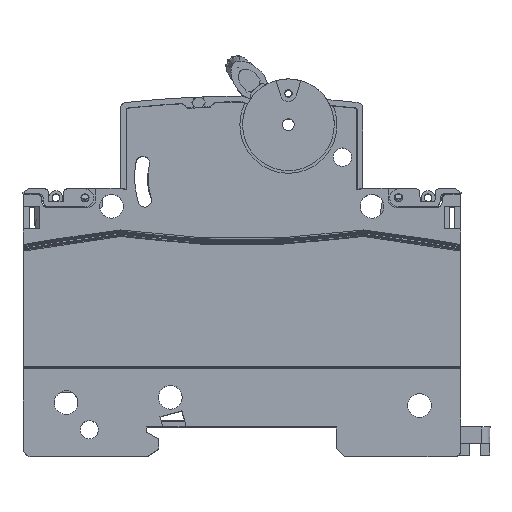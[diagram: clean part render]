
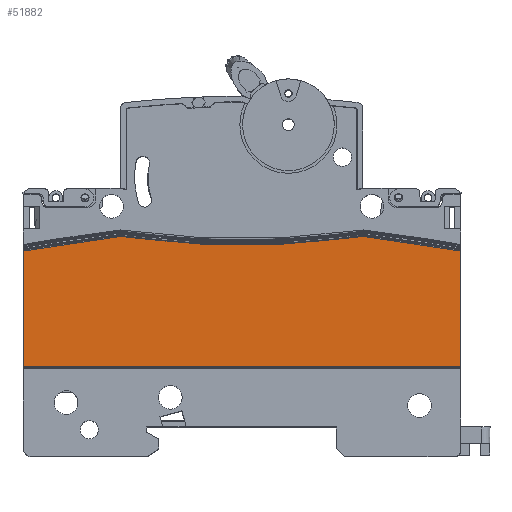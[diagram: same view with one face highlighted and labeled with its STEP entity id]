
A CAD part, top view. The second image highlights one B-rep face of the part: STEP entity #51882.
In plain terms, the highlighted planar face has unit normal (0, 0, 1).
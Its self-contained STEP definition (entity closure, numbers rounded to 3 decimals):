
#2502 = B_SPLINE_CURVE_WITH_KNOTS ( 'NONE', 3,
 ( #60732, #43380, #71474, #90604 ),
 .UNSPECIFIED., .F., .F.,
 ( 4, 4 ),
 ( 0., 1. ),
 .UNSPECIFIED. ) ;
#5849 = CARTESIAN_POINT ( 'NONE',  ( -37.146, -21.343, 23.6 ) ) ;
#7446 = ORIENTED_EDGE ( 'NONE', *, *, #24971, .T. ) ;
#10742 = CARTESIAN_POINT ( 'NONE',  ( 13.91, -20.698, 23.6 ) ) ;
#15975 = LINE ( 'NONE', #50091, #106094 ) ;
#16242 = CARTESIAN_POINT ( 'NONE',  ( -23.643, -21.766, 23.6 ) ) ;
#17455 = VERTEX_POINT ( 'NONE', #107018 ) ;
#19530 = B_SPLINE_CURVE_WITH_KNOTS ( 'NONE', 3,
 ( #63379, #117163, #26287, #53823 ),
 .UNSPECIFIED., .F., .F.,
 ( 4, 4 ),
 ( 0., 1. ),
 .UNSPECIFIED. ) ;
#20912 = ORIENTED_EDGE ( 'NONE', *, *, #54132, .T. ) ;
#21763 = EDGE_LOOP ( 'NONE', ( #93347, #102660, #20912, #31590, #23680, #7446 ) ) ;
#23184 = CARTESIAN_POINT ( 'NONE',  ( -49.1, -23.404, 23.6 ) ) ;
#23680 = ORIENTED_EDGE ( 'NONE', *, *, #73813, .T. ) ;
#24971 = EDGE_CURVE ( 'NONE', #17455, #56450, #63786, .T. ) ;
#26287 = CARTESIAN_POINT ( 'NONE',  ( 4.9, -44.8, 23.6 ) ) ;
#28488 = LINE ( 'NONE', #102028, #64191 ) ;
#31541 = CARTESIAN_POINT ( 'NONE',  ( -43.142, -22.245, 23.6 ) ) ;
#31590 = ORIENTED_EDGE ( 'NONE', *, *, #57738, .T. ) ;
#35345 = CARTESIAN_POINT ( 'NONE',  ( -31.11, -20.698, 23.6 ) ) ;
#43380 = CARTESIAN_POINT ( 'NONE',  ( 25.942, -22.245, 23.6 ) ) ;
#44953 = AXIS2_PLACEMENT_3D ( 'NONE', #110498, #91397, #82439 ) ;
#50091 = CARTESIAN_POINT ( 'NONE',  ( -49.1, 0., 23.6 ) ) ;
#51882 = ADVANCED_FACE ( 'NONE', ( #83013 ), #81836, .T. ) ;
#53716 = CARTESIAN_POINT ( 'NONE',  ( 31.9, -23.404, 23.6 ) ) ;
#53823 = CARTESIAN_POINT ( 'NONE',  ( 31.9, -44.8, 23.6 ) ) ;
#54132 = EDGE_CURVE ( 'NONE', #70310, #105592, #28488, .T. ) ;
#56450 = VERTEX_POINT ( 'NONE', #97646 ) ;
#57738 = EDGE_CURVE ( 'NONE', #105592, #67180, #2502, .T. ) ;
#59917 = CARTESIAN_POINT ( 'NONE',  ( -16.14, -22.3, 23.6 ) ) ;
#60732 = CARTESIAN_POINT ( 'NONE',  ( 31.9, -23.404, 23.6 ) ) ;
#61433 = DIRECTION ( 'NONE',  ( 0., -1., 0. ) ) ;
#63379 = CARTESIAN_POINT ( 'NONE',  ( -49.1, -44.8, 23.6 ) ) ;
#63786 = B_SPLINE_CURVE_WITH_KNOTS ( 'NONE', 3,
 ( #77021, #5849, #31541, #23184 ),
 .UNSPECIFIED., .F., .F.,
 ( 4, 4 ),
 ( 0., 1. ),
 .UNSPECIFIED. ) ;
#64191 = VECTOR ( 'NONE', #93077, 1000. ) ;
#67180 = VERTEX_POINT ( 'NONE', #10742 ) ;
#70310 = VERTEX_POINT ( 'NONE', #93853 ) ;
#70672 = CARTESIAN_POINT ( 'NONE',  ( 13.91, -20.698, 23.6 ) ) ;
#71474 = CARTESIAN_POINT ( 'NONE',  ( 19.946, -21.343, 23.6 ) ) ;
#73813 = EDGE_CURVE ( 'NONE', #67180, #17455, #117583, .T. ) ;
#77021 = CARTESIAN_POINT ( 'NONE',  ( -31.11, -20.698, 23.6 ) ) ;
#81836 = PLANE ( 'NONE',  #44953 ) ;
#82439 = DIRECTION ( 'NONE',  ( 1., 0., 0. ) ) ;
#83013 = FACE_OUTER_BOUND ( 'NONE', #21763, .T. ) ;
#86866 = EDGE_CURVE ( 'NONE', #88233, #70310, #19530, .T. ) ;
#88027 = CARTESIAN_POINT ( 'NONE',  ( -1.06, -22.3, 23.6 ) ) ;
#88233 = VERTEX_POINT ( 'NONE', #111196 ) ;
#90604 = CARTESIAN_POINT ( 'NONE',  ( 13.91, -20.698, 23.6 ) ) ;
#91397 = DIRECTION ( 'NONE',  ( 0., 0., 1. ) ) ;
#93077 = DIRECTION ( 'NONE',  ( 0., 1., 0. ) ) ;
#93347 = ORIENTED_EDGE ( 'NONE', *, *, #115297, .T. ) ;
#93853 = CARTESIAN_POINT ( 'NONE',  ( 31.9, -44.8, 23.6 ) ) ;
#97646 = CARTESIAN_POINT ( 'NONE',  ( -49.1, -23.404, 23.6 ) ) ;
#102028 = CARTESIAN_POINT ( 'NONE',  ( 31.9, 0., 23.6 ) ) ;
#102660 = ORIENTED_EDGE ( 'NONE', *, *, #86866, .T. ) ;
#105592 = VERTEX_POINT ( 'NONE', #53716 ) ;
#106094 = VECTOR ( 'NONE', #61433, 1000. ) ;
#107018 = CARTESIAN_POINT ( 'NONE',  ( -31.11, -20.698, 23.6 ) ) ;
#110498 = CARTESIAN_POINT ( 'NONE',  ( 0., 0., 23.6 ) ) ;
#111196 = CARTESIAN_POINT ( 'NONE',  ( -49.1, -44.8, 23.6 ) ) ;
#115297 = EDGE_CURVE ( 'NONE', #56450, #88233, #15975, .T. ) ;
#117163 = CARTESIAN_POINT ( 'NONE',  ( -22.1, -44.8, 23.6 ) ) ;
#117256 = CARTESIAN_POINT ( 'NONE',  ( 6.444, -21.766, 23.6 ) ) ;
#117583 = B_SPLINE_CURVE_WITH_KNOTS ( 'NONE', 3,
 ( #70672, #117256, #88027, #59917, #16242, #35345 ),
 .UNSPECIFIED., .F., .F.,
 ( 4, 2, 4 ),
 ( 0., 0.5, 1. ),
 .UNSPECIFIED. ) ;
